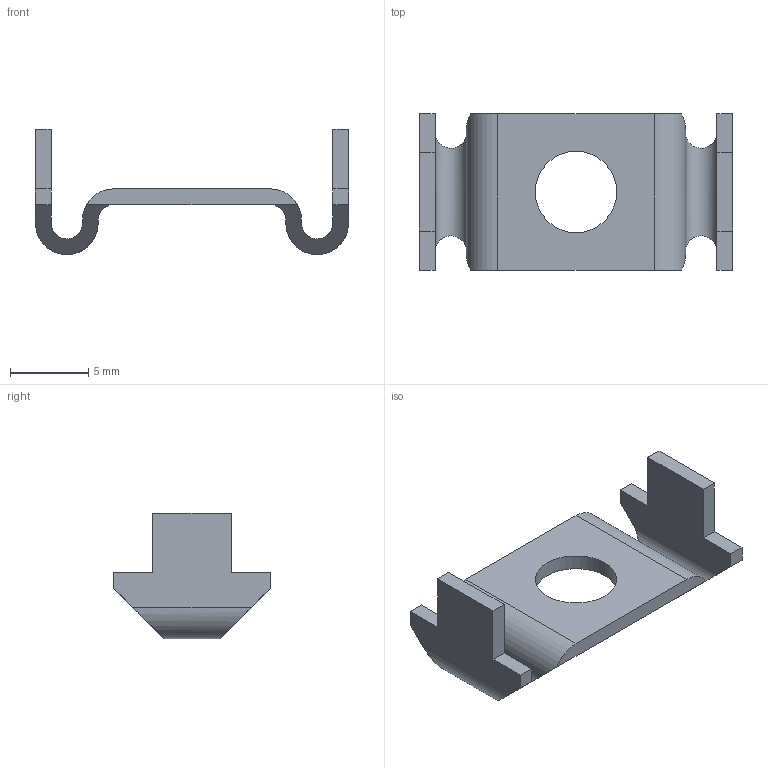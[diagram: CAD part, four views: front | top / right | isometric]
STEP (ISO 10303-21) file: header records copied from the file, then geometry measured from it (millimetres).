
FILE_DESCRIPTION(/* description */ (''),/* implementation_level */ '2;1');
FILE_NAME(/* name */ 'SV1912_A.stp',/* time_stamp */ '2021-02-08T14:11:02+01:00',/* author */ ('hannahblosfeld'),/* organization */ (''),/* preprocessor_version */ 'ST-DEVELOPER v18',/* originating_system */ 'Autodesk Inventor 2020',/* authorisation */ '');
FILE_SCHEMA (('AUTOMOTIVE_DESIGN { 1 0 10303 214 3 1 1 }'));
Length unit declared in the file: millimetre
Products named in the file (1): SV1912_A
Bounding box: 20 x 10 x 8 mm (x, y, z)
Volume: 259 mm3; surface area: 636.6 mm2
Topology: 1 solids, 1 shells, 39 faces, 108 edges, 71 vertices
Faces by surface type: plane 30, cylinder 9
Full cylindrical faces by diameter (mm): 5.2 x1
Entity records: 1286 total; most frequent: CARTESIAN_POINT 219, ORIENTED_EDGE 216, DIRECTION 211, EDGE_CURVE 108, LINE 85, VECTOR 85, VERTEX_POINT 71, AXIS2_PLACEMENT_3D 63
